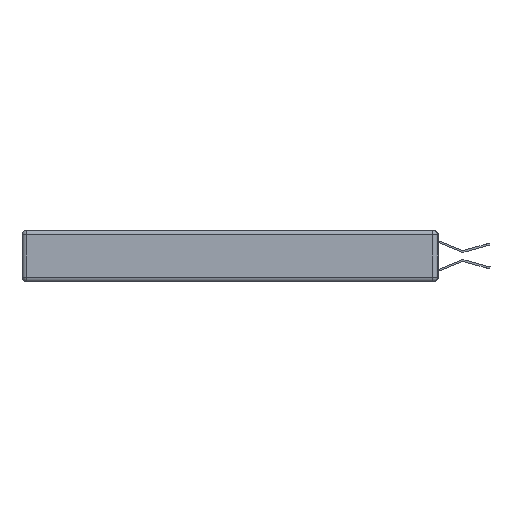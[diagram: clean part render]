
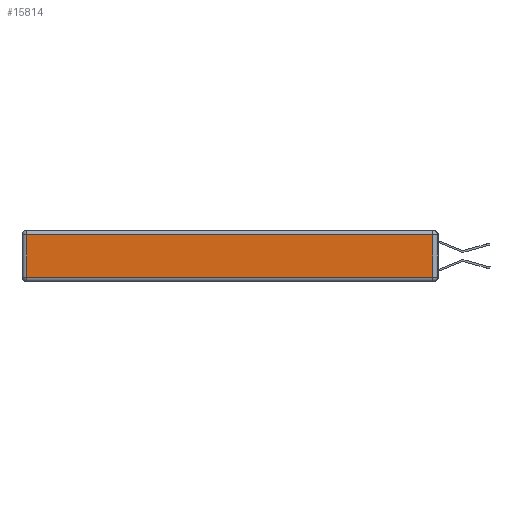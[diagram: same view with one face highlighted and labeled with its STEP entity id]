
A CAD part, left-side view. The second image highlights one B-rep face of the part: STEP entity #15814.
In plain terms, the highlighted planar face has unit normal (-1, 0, 0).
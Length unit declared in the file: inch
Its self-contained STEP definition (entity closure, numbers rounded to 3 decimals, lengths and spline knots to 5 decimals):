
#954 = VERTEX_POINT ( 'NONE', #13114 ) ;
#2534 = DIRECTION ( 'NONE',  ( 0., 0., 1. ) ) ;
#3230 = AXIS2_PLACEMENT_3D ( 'NONE', #21845, #4168, #2534 ) ;
#3467 = EDGE_CURVE ( 'NONE', #12856, #18419, #12099, .T. ) ;
#4168 = DIRECTION ( 'NONE',  ( -1., 0., 0. ) ) ;
#4610 = CARTESIAN_POINT ( 'NONE',  ( 0., 0.03, -0.03 ) ) ;
#4662 = DIRECTION ( 'NONE',  ( 0., 0., 1. ) ) ;
#5020 = LINE ( 'NONE', #8007, #5842 ) ;
#5842 = VECTOR ( 'NONE', #16756, 39.37008 ) ;
#5870 = ORIENTED_EDGE ( 'NONE', *, *, #9544, .T. ) ;
#6040 = CARTESIAN_POINT ( 'NONE',  ( 0., 2.72, -0.03 ) ) ;
#6137 = EDGE_CURVE ( 'NONE', #18419, #9475, #5020, .T. ) ;
#6311 = VECTOR ( 'NONE', #13042, 39.37008 ) ;
#8007 = CARTESIAN_POINT ( 'NONE',  ( 0., 2.72, -0.343 ) ) ;
#9266 = LINE ( 'NONE', #11554, #19701 ) ;
#9286 = FACE_OUTER_BOUND ( 'NONE', #21129, .T. ) ;
#9475 = VERTEX_POINT ( 'NONE', #13277 ) ;
#9544 = EDGE_CURVE ( 'NONE', #9475, #954, #9266, .T. ) ;
#10034 = CARTESIAN_POINT ( 'NONE',  ( 0., 0.03, -0.343 ) ) ;
#11147 = ORIENTED_EDGE ( 'NONE', *, *, #20576, .T. ) ;
#11221 = PLANE ( 'NONE',  #3230 ) ;
#11554 = CARTESIAN_POINT ( 'NONE',  ( 0., 0., -0.313 ) ) ;
#11627 = DIRECTION ( 'NONE',  ( 0., -1., 0. ) ) ;
#12099 = LINE ( 'NONE', #13287, #6311 ) ;
#12856 = VERTEX_POINT ( 'NONE', #4610 ) ;
#13042 = DIRECTION ( 'NONE',  ( 0., 1., 0. ) ) ;
#13114 = CARTESIAN_POINT ( 'NONE',  ( 0., 0.03, -0.313 ) ) ;
#13277 = CARTESIAN_POINT ( 'NONE',  ( 0., 2.72, -0.313 ) ) ;
#13287 = CARTESIAN_POINT ( 'NONE',  ( 0., 2.75, -0.03 ) ) ;
#13969 = ORIENTED_EDGE ( 'NONE', *, *, #3467, .T. ) ;
#14331 = LINE ( 'NONE', #10034, #19527 ) ;
#15814 = ADVANCED_FACE ( 'NONE', ( #9286 ), #11221, .T. ) ;
#16756 = DIRECTION ( 'NONE',  ( 0., 0., -1. ) ) ;
#18419 = VERTEX_POINT ( 'NONE', #6040 ) ;
#18930 = ORIENTED_EDGE ( 'NONE', *, *, #6137, .T. ) ;
#19527 = VECTOR ( 'NONE', #4662, 39.37008 ) ;
#19701 = VECTOR ( 'NONE', #11627, 39.37008 ) ;
#20576 = EDGE_CURVE ( 'NONE', #954, #12856, #14331, .T. ) ;
#21129 = EDGE_LOOP ( 'NONE', ( #5870, #11147, #13969, #18930 ) ) ;
#21845 = CARTESIAN_POINT ( 'NONE',  ( 0., 0., -0.343 ) ) ;
